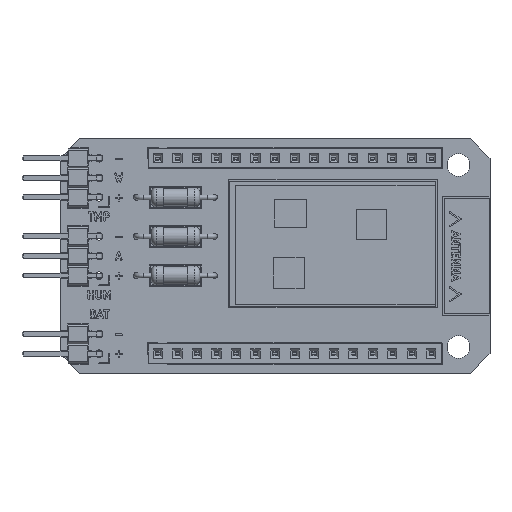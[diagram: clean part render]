
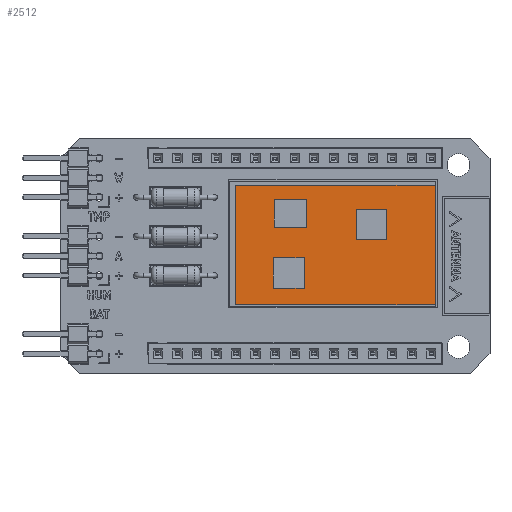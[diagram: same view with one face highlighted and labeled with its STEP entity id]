
A CAD part, top view. The second image highlights one B-rep face of the part: STEP entity #2512.
In plain terms, the highlighted planar face has unit normal (0, 0, 1).
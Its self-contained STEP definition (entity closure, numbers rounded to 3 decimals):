
#2512 = ADVANCED_FACE('',(#2513,#2547,#2581,#2615),#2649,.T.);
#2513 = FACE_BOUND('',#2514,.T.);
#2514 = EDGE_LOOP('',(#2515,#2525,#2533,#2541));
#2515 = ORIENTED_EDGE('',*,*,#2516,.T.);
#2516 = EDGE_CURVE('',#2517,#2519,#2521,.T.);
#2517 = VERTEX_POINT('',#2518);
#2518 = CARTESIAN_POINT('',(-2.399,-3.964,1.5));
#2519 = VERTEX_POINT('',#2520);
#2520 = CARTESIAN_POINT('',(-2.399,-8.134,1.5));
#2521 = LINE('',#2522,#2523);
#2522 = CARTESIAN_POINT('',(-2.399,-6.049,1.5));
#2523 = VECTOR('',#2524,1.);
#2524 = DIRECTION('',(0.,-1.,0.));
#2525 = ORIENTED_EDGE('',*,*,#2526,.T.);
#2526 = EDGE_CURVE('',#2519,#2527,#2529,.T.);
#2527 = VERTEX_POINT('',#2528);
#2528 = CARTESIAN_POINT('',(-5.995,-8.134,1.5));
#2529 = LINE('',#2530,#2531);
#2530 = CARTESIAN_POINT('',(-4.197,-8.134,1.5));
#2531 = VECTOR('',#2532,1.);
#2532 = DIRECTION('',(-1.,0.,0.));
#2533 = ORIENTED_EDGE('',*,*,#2534,.F.);
#2534 = EDGE_CURVE('',#2535,#2527,#2537,.T.);
#2535 = VERTEX_POINT('',#2536);
#2536 = CARTESIAN_POINT('',(-5.995,-3.964,1.5));
#2537 = LINE('',#2538,#2539);
#2538 = CARTESIAN_POINT('',(-5.995,-6.049,1.5));
#2539 = VECTOR('',#2540,1.);
#2540 = DIRECTION('',(0.,-1.,0.));
#2541 = ORIENTED_EDGE('',*,*,#2542,.F.);
#2542 = EDGE_CURVE('',#2517,#2535,#2543,.T.);
#2543 = LINE('',#2544,#2545);
#2544 = CARTESIAN_POINT('',(-4.197,-3.964,1.5));
#2545 = VECTOR('',#2546,1.);
#2546 = DIRECTION('',(-1.,0.,0.));
#2547 = FACE_BOUND('',#2548,.T.);
#2548 = EDGE_LOOP('',(#2549,#2559,#2567,#2575));
#2549 = ORIENTED_EDGE('',*,*,#2550,.F.);
#2550 = EDGE_CURVE('',#2551,#2553,#2555,.T.);
#2551 = VERTEX_POINT('',#2552);
#2552 = CARTESIAN_POINT('',(-7.834,12.815,1.5));
#2553 = VERTEX_POINT('',#2554);
#2554 = CARTESIAN_POINT('',(7.666,12.815,1.5));
#2555 = LINE('',#2556,#2557);
#2556 = CARTESIAN_POINT('',(-0.084,12.815,1.5));
#2557 = VECTOR('',#2558,1.);
#2558 = DIRECTION('',(1.,0.,0.));
#2559 = ORIENTED_EDGE('',*,*,#2560,.T.);
#2560 = EDGE_CURVE('',#2551,#2561,#2563,.T.);
#2561 = VERTEX_POINT('',#2562);
#2562 = CARTESIAN_POINT('',(-7.834,-13.185,1.5));
#2563 = LINE('',#2564,#2565);
#2564 = CARTESIAN_POINT('',(-7.834,-0.185,1.5));
#2565 = VECTOR('',#2566,1.);
#2566 = DIRECTION('',(0.,-1.,0.));
#2567 = ORIENTED_EDGE('',*,*,#2568,.T.);
#2568 = EDGE_CURVE('',#2561,#2569,#2571,.T.);
#2569 = VERTEX_POINT('',#2570);
#2570 = CARTESIAN_POINT('',(7.666,-13.185,1.5));
#2571 = LINE('',#2572,#2573);
#2572 = CARTESIAN_POINT('',(-0.084,-13.185,1.5));
#2573 = VECTOR('',#2574,1.);
#2574 = DIRECTION('',(1.,0.,0.));
#2575 = ORIENTED_EDGE('',*,*,#2576,.F.);
#2576 = EDGE_CURVE('',#2553,#2569,#2577,.T.);
#2577 = LINE('',#2578,#2579);
#2578 = CARTESIAN_POINT('',(7.666,-0.185,1.5));
#2579 = VECTOR('',#2580,1.);
#2580 = DIRECTION('',(0.,-1.,0.));
#2581 = FACE_BOUND('',#2582,.T.);
#2582 = EDGE_LOOP('',(#2583,#2593,#2601,#2609));
#2583 = ORIENTED_EDGE('',*,*,#2584,.F.);
#2584 = EDGE_CURVE('',#2585,#2587,#2589,.T.);
#2585 = VERTEX_POINT('',#2586);
#2586 = CARTESIAN_POINT('',(-4.755,6.541,1.5));
#2587 = VERTEX_POINT('',#2588);
#2588 = CARTESIAN_POINT('',(-4.755,2.541,1.5));
#2589 = LINE('',#2590,#2591);
#2590 = CARTESIAN_POINT('',(-4.755,4.541,1.5));
#2591 = VECTOR('',#2592,1.);
#2592 = DIRECTION('',(0.,-1.,0.));
#2593 = ORIENTED_EDGE('',*,*,#2594,.T.);
#2594 = EDGE_CURVE('',#2585,#2595,#2597,.T.);
#2595 = VERTEX_POINT('',#2596);
#2596 = CARTESIAN_POINT('',(-0.755,6.541,1.5));
#2597 = LINE('',#2598,#2599);
#2598 = CARTESIAN_POINT('',(-2.755,6.541,1.5));
#2599 = VECTOR('',#2600,1.);
#2600 = DIRECTION('',(1.,0.,0.));
#2601 = ORIENTED_EDGE('',*,*,#2602,.T.);
#2602 = EDGE_CURVE('',#2595,#2603,#2605,.T.);
#2603 = VERTEX_POINT('',#2604);
#2604 = CARTESIAN_POINT('',(-0.755,2.541,1.5));
#2605 = LINE('',#2606,#2607);
#2606 = CARTESIAN_POINT('',(-0.755,4.541,1.5));
#2607 = VECTOR('',#2608,1.);
#2608 = DIRECTION('',(0.,-1.,0.));
#2609 = ORIENTED_EDGE('',*,*,#2610,.F.);
#2610 = EDGE_CURVE('',#2587,#2603,#2611,.T.);
#2611 = LINE('',#2612,#2613);
#2612 = CARTESIAN_POINT('',(-2.755,2.541,1.5));
#2613 = VECTOR('',#2614,1.);
#2614 = DIRECTION('',(1.,0.,0.));
#2615 = FACE_BOUND('',#2616,.T.);
#2616 = EDGE_LOOP('',(#2617,#2627,#2635,#2643));
#2617 = ORIENTED_EDGE('',*,*,#2618,.F.);
#2618 = EDGE_CURVE('',#2619,#2621,#2623,.T.);
#2619 = VERTEX_POINT('',#2620);
#2620 = CARTESIAN_POINT('',(1.552,-4.212,1.5));
#2621 = VERTEX_POINT('',#2622);
#2622 = CARTESIAN_POINT('',(1.552,-8.212,1.5));
#2623 = LINE('',#2624,#2625);
#2624 = CARTESIAN_POINT('',(1.552,-6.212,1.5));
#2625 = VECTOR('',#2626,1.);
#2626 = DIRECTION('',(0.,-1.,0.));
#2627 = ORIENTED_EDGE('',*,*,#2628,.T.);
#2628 = EDGE_CURVE('',#2619,#2629,#2631,.T.);
#2629 = VERTEX_POINT('',#2630);
#2630 = CARTESIAN_POINT('',(5.552,-4.212,1.5));
#2631 = LINE('',#2632,#2633);
#2632 = CARTESIAN_POINT('',(3.552,-4.212,1.5));
#2633 = VECTOR('',#2634,1.);
#2634 = DIRECTION('',(1.,0.,0.));
#2635 = ORIENTED_EDGE('',*,*,#2636,.T.);
#2636 = EDGE_CURVE('',#2629,#2637,#2639,.T.);
#2637 = VERTEX_POINT('',#2638);
#2638 = CARTESIAN_POINT('',(5.552,-8.212,1.5));
#2639 = LINE('',#2640,#2641);
#2640 = CARTESIAN_POINT('',(5.552,-6.212,1.5));
#2641 = VECTOR('',#2642,1.);
#2642 = DIRECTION('',(0.,-1.,0.));
#2643 = ORIENTED_EDGE('',*,*,#2644,.F.);
#2644 = EDGE_CURVE('',#2621,#2637,#2645,.T.);
#2645 = LINE('',#2646,#2647);
#2646 = CARTESIAN_POINT('',(3.552,-8.212,1.5));
#2647 = VECTOR('',#2648,1.);
#2648 = DIRECTION('',(1.,0.,0.));
#2649 = PLANE('',#2650);
#2650 = AXIS2_PLACEMENT_3D('',#2651,#2652,#2653);
#2651 = CARTESIAN_POINT('',(-0.084,-0.185,1.5));
#2652 = DIRECTION('',(0.,0.,1.));
#2653 = DIRECTION('',(1.,0.,-0.));
